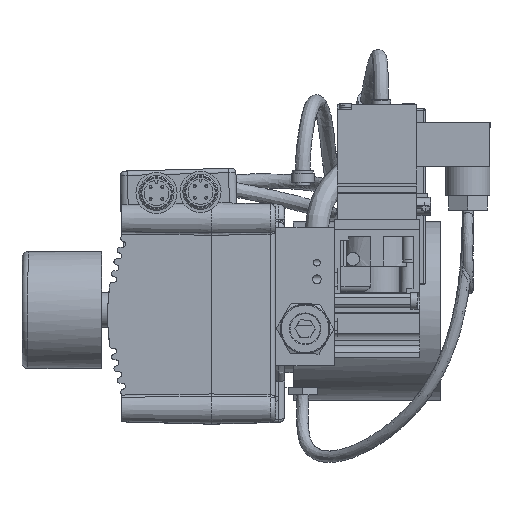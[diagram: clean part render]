
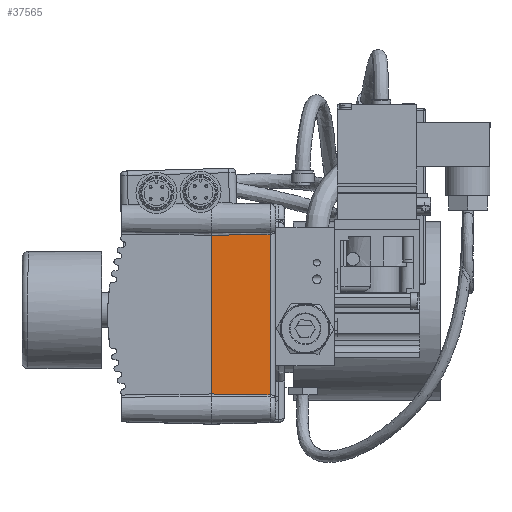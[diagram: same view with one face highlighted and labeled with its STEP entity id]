
A CAD part, left-side view. The second image highlights one B-rep face of the part: STEP entity #37565.
In plain terms, the highlighted planar face has unit normal (-1, -0.026, 0).
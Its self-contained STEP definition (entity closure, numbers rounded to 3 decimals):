
#674=B_SPLINE_CURVE_WITH_KNOTS('',3,(#77373,#77374,#77375,#77376,#77377,
#77378),.UNSPECIFIED.,.F.,.F.,(4,2,4),(0.,0.013,0.02),
 .UNSPECIFIED.);
#675=B_SPLINE_CURVE_WITH_KNOTS('',3,(#77381,#77382,#77383,#77384,#77385,
#77386,#77387),.UNSPECIFIED.,.F.,.F.,(4,3,4),(0.,0.013,
0.02),.UNSPECIFIED.);
#1888=PLANE('',#40656);
#4264=FACE_OUTER_BOUND('',#6671,.T.);
#6671=EDGE_LOOP('',(#31039,#31040,#31041,#31042));
#9904=LINE('',#77371,#13142);
#9905=LINE('',#77380,#13143);
#13142=VECTOR('',#48446,54.578);
#13143=VECTOR('',#48447,54.089);
#18058=VERTEX_POINT('',#69900);
#18066=VERTEX_POINT('',#70940);
#18173=VERTEX_POINT('',#77372);
#18174=VERTEX_POINT('',#77379);
#22701=EDGE_CURVE('',#18066,#18058,#9904,.T.);
#22702=EDGE_CURVE('',#18058,#18173,#674,.T.);
#22703=EDGE_CURVE('',#18174,#18173,#9905,.T.);
#22704=EDGE_CURVE('',#18174,#18066,#675,.T.);
#31039=ORIENTED_EDGE('',*,*,#22701,.T.);
#31040=ORIENTED_EDGE('',*,*,#22702,.T.);
#31041=ORIENTED_EDGE('',*,*,#22703,.F.);
#31042=ORIENTED_EDGE('',*,*,#22704,.T.);
#37565=ADVANCED_FACE('',(#4264),#1888,.T.);
#40656=AXIS2_PLACEMENT_3D('',#77370,#48444,#48445);
#48444=DIRECTION('center_axis',(-1.,-0.026,
0.));
#48445=DIRECTION('ref_axis',(0.,0.,
1.));
#48446=DIRECTION('',(0.,0.,1.));
#48447=DIRECTION('',(0.,0.,1.));
#69900=CARTESIAN_POINT('',(-316.809,68.102,8.774));
#70940=CARTESIAN_POINT('',(-316.809,68.102,-45.804));
#77370=CARTESIAN_POINT('Origin',(-317.321,87.654,9.021));
#77371=CARTESIAN_POINT('',(-316.809,68.102,-45.804));
#77372=CARTESIAN_POINT('',(-317.334,88.154,8.521));
#77373=CARTESIAN_POINT('Ctrl Pts',(-316.809,68.102,8.774));
#77374=CARTESIAN_POINT('Ctrl Pts',(-316.921,72.36,8.719));
#77375=CARTESIAN_POINT('Ctrl Pts',(-317.032,76.618,8.665));
#77376=CARTESIAN_POINT('Ctrl Pts',(-317.207,83.302,8.581));
#77377=CARTESIAN_POINT('Ctrl Pts',(-317.271,85.728,8.551));
#77378=CARTESIAN_POINT('Ctrl Pts',(-317.334,88.154,8.521));
#77379=CARTESIAN_POINT('',(-317.334,88.154,-45.568));
#77380=CARTESIAN_POINT('',(-317.334,88.154,-45.568));
#77381=CARTESIAN_POINT('Ctrl Pts',(-317.334,88.154,-45.568));
#77382=CARTESIAN_POINT('Ctrl Pts',(-317.221,83.813,-45.617));
#77383=CARTESIAN_POINT('Ctrl Pts',(-317.107,79.471,-45.668));
#77384=CARTESIAN_POINT('Ctrl Pts',(-316.993,75.13,-45.72));
#77385=CARTESIAN_POINT('Ctrl Pts',(-316.932,72.787,-45.747));
#77386=CARTESIAN_POINT('Ctrl Pts',(-316.871,70.445,-45.775));
#77387=CARTESIAN_POINT('Ctrl Pts',(-316.809,68.102,-45.804));
